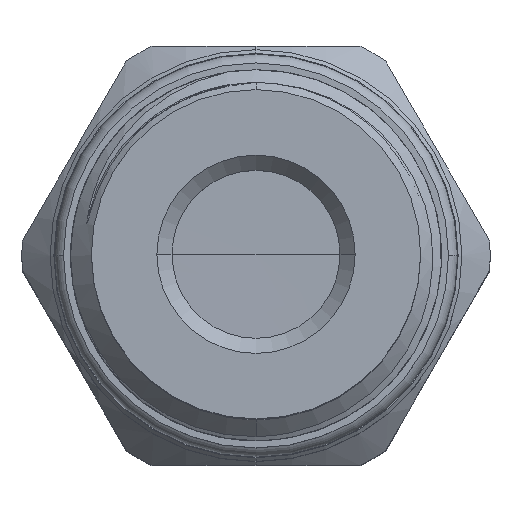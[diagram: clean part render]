
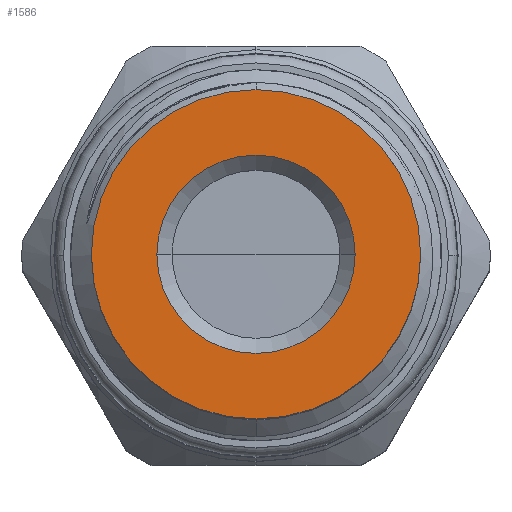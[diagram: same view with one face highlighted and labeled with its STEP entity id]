
A CAD part, top view. The second image highlights one B-rep face of the part: STEP entity #1586.
In plain terms, the highlighted planar face has unit normal (0, 0, 1).
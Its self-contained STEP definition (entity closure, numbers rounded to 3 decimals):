
#213 = ORIENTED_EDGE ( 'NONE', *, *, #857, .T. ) ;
#214 = ORIENTED_EDGE ( 'NONE', *, *, #761, .T. ) ;
#215 = ORIENTED_EDGE ( 'NONE', *, *, #862, .T. ) ;
#216 = ORIENTED_EDGE ( 'NONE', *, *, #762, .T. ) ;
#761 = EDGE_CURVE ( 'NONE', #1649, #1632, #2157, .T. ) ;
#762 = EDGE_CURVE ( 'NONE', #1646, #1647, #2162, .T. ) ;
#857 = EDGE_CURVE ( 'NONE', #1632, #1649, #2251, .T. ) ;
#862 = EDGE_CURVE ( 'NONE', #1647, #1646, #2257, .T. ) ;
#1138 = AXIS2_PLACEMENT_3D ( 'NONE', #3348, #3349, #3350 ) ;
#1139 = AXIS2_PLACEMENT_3D ( 'NONE', #3351, #3352, #3353 ) ;
#1161 = AXIS2_PLACEMENT_3D ( 'NONE', #3960, #3961, #3962 ) ;
#1163 = AXIS2_PLACEMENT_3D ( 'NONE', #3972, #3973, #3974 ) ;
#1389 = AXIS2_PLACEMENT_3D ( 'NONE', #7736, #7741, #7742 ) ;
#1586 = ADVANCED_FACE ( 'NONE', ( #7837, #7832 ), #7739, .F. ) ;
#1632 = VERTEX_POINT ( 'NONE', #8356 ) ;
#1646 = VERTEX_POINT ( 'NONE', #8370 ) ;
#1647 = VERTEX_POINT ( 'NONE', #8371 ) ;
#1649 = VERTEX_POINT ( 'NONE', #8373 ) ;
#1973 = EDGE_LOOP ( 'NONE', ( #215, #216 ) ) ;
#2046 = EDGE_LOOP ( 'NONE', ( #213, #214 ) ) ;
#2157 = CIRCLE ( 'NONE', #1138, 5.25 ) ;
#2162 = CIRCLE ( 'NONE', #1139, 8.725 ) ;
#2251 = CIRCLE ( 'NONE', #1161, 5.25 ) ;
#2257 = CIRCLE ( 'NONE', #1163, 8.725 ) ;
#3348 = CARTESIAN_POINT ( 'NONE',  ( 0., 0., 45.29 ) ) ;
#3349 = DIRECTION ( 'NONE',  ( 0., 0., -1. ) ) ;
#3350 = DIRECTION ( 'NONE',  ( -1., 0., 0. ) ) ;
#3351 = CARTESIAN_POINT ( 'NONE',  ( 0., 0., 45.29 ) ) ;
#3352 = DIRECTION ( 'NONE',  ( 0., 0., 1. ) ) ;
#3353 = DIRECTION ( 'NONE',  ( 1., 0., 0. ) ) ;
#3960 = CARTESIAN_POINT ( 'NONE',  ( 0., 0., 45.29 ) ) ;
#3961 = DIRECTION ( 'NONE',  ( 0., 0., -1. ) ) ;
#3962 = DIRECTION ( 'NONE',  ( -1., 0., 0. ) ) ;
#3972 = CARTESIAN_POINT ( 'NONE',  ( 0., 0., 45.29 ) ) ;
#3973 = DIRECTION ( 'NONE',  ( 0., 0., 1. ) ) ;
#3974 = DIRECTION ( 'NONE',  ( 1., 0., 0. ) ) ;
#7736 = CARTESIAN_POINT ( 'NONE',  ( 0., 0., 45.29 ) ) ;
#7739 = PLANE ( 'NONE',  #1389 ) ;
#7741 = DIRECTION ( 'NONE',  ( 0., 0., -1. ) ) ;
#7742 = DIRECTION ( 'NONE',  ( -1., 0., 0. ) ) ;
#7832 = FACE_OUTER_BOUND ( 'NONE', #1973, .T. ) ;
#7837 = FACE_BOUND ( 'NONE', #2046, .T. ) ;
#8356 = CARTESIAN_POINT ( 'NONE',  ( 5.25, 0., 45.29 ) ) ;
#8370 = CARTESIAN_POINT ( 'NONE',  ( -8.725, 0., 45.29 ) ) ;
#8371 = CARTESIAN_POINT ( 'NONE',  ( 8.725, 0., 45.29 ) ) ;
#8373 = CARTESIAN_POINT ( 'NONE',  ( -5.25, 0., 45.29 ) ) ;
